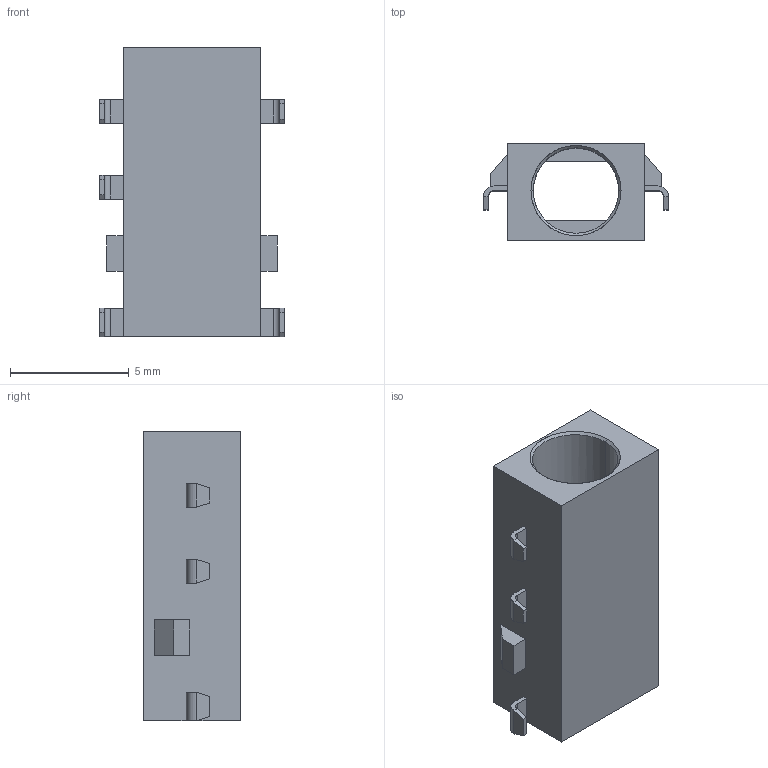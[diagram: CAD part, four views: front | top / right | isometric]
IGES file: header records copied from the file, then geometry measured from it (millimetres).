
Start section: SolidWorks IGES file using analytic representation for surfaces
Global section: file name: STX-35398E-5N-TR_rA2.IGS; native system: SolidWorks 2007; preprocessor: SolidWorks 2007; author: Patrick; date: 120201.151349; units: millimetre
Bounding box: 7.8 x 4.1 x 12.2 mm (x, y, z)
Surface area: 445.7 mm2 (no closed solid volume)
Topology: 0 solids, 0 shells, 85 faces, 524 edges, 524 vertices
Faces by surface type: bspline 71, revolution 14
